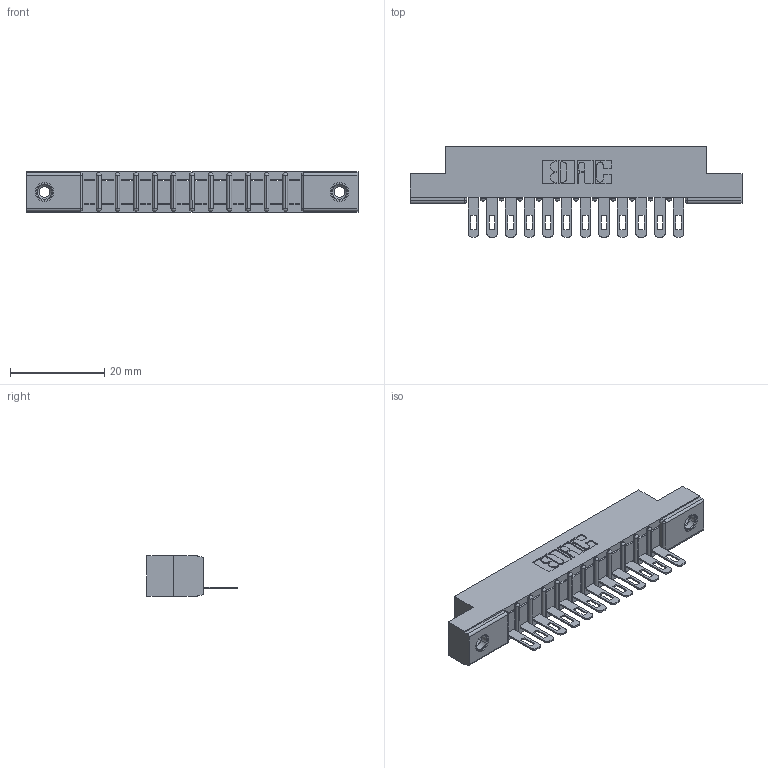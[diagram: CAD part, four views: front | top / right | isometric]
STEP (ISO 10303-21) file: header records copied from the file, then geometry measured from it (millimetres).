
FILE_DESCRIPTION (( 'STEP AP203' ), '1' );
FILE_NAME ('307-012-505-108.STEP', '2019-09-03T15:32:44', ( '' ), ( '' ), 'SwSTEP 2.0', 'SolidWorks 2016', '' );
FILE_SCHEMA (( 'CONFIG_CONTROL_DESIGN' ));
Length unit declared in the file: inch
Products named in the file (4): 307-012-505-108; 307-290-001_505; 345-250-001_345-250-003-102; 307 Part_.156 Dia Mounting Holes
Assembly tree (15 placements, depth 2):
  307-012-505-108
    307 Part_.156 Dia Mounting Holes
    307-290-001_505  x12
    345-250-001_345-250-003-102  x2
Bounding box: 70.56 x 19.18 x 8.71 mm (x, y, z)
Volume: 4489.6 mm3; surface area: 6706.7 mm2
Topology: 15 solids, 15 shells, 863 faces, 2403 edges, 1542 vertices
Faces by surface type: plane 534, cylinder 287, sphere 26, cone 12, torus 4
Entity records: 15145 total; most frequent: CARTESIAN_POINT 2519, ORIENTED_EDGE 2498, DIRECTION 2479, EDGE_CURVE 1249, VECTOR 943, LINE 943, VERTEX_POINT 808, AXIS2_PLACEMENT_3D 768
